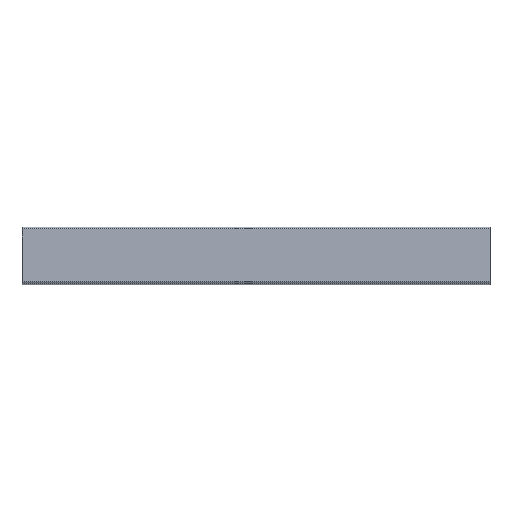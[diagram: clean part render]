
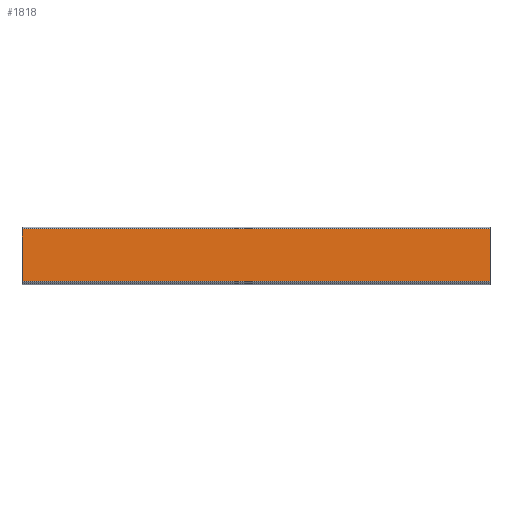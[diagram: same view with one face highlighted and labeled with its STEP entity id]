
A CAD part, top view. The second image highlights one B-rep face of the part: STEP entity #1818.
In plain terms, the highlighted planar face has unit normal (0, 0.052, 0.999).
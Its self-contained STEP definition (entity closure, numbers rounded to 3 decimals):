
#117 = PLANE('',#118);
#118 = AXIS2_PLACEMENT_3D('',#119,#120,#121);
#119 = CARTESIAN_POINT('',(-290.,60.776,109.096));
#120 = DIRECTION('',(1.,0.,0.));
#121 = DIRECTION('',(0.,0.469,0.883)
  );
#220 = PLANE('',#221);
#221 = AXIS2_PLACEMENT_3D('',#222,#223,#224);
#222 = CARTESIAN_POINT('',(290.,60.776,109.096));
#223 = DIRECTION('',(1.,0.,0.));
#224 = DIRECTION('',(0.,0.469,0.883)
  );
#846 = VERTEX_POINT('',#847);
#847 = CARTESIAN_POINT('',(-290.,-29.308,20.392));
#864 = CYLINDRICAL_SURFACE('',#865,2.5);
#865 = AXIS2_PLACEMENT_3D('',#866,#867,#868);
#866 = CARTESIAN_POINT('',(290.,-29.439,17.896));
#867 = DIRECTION('',(1.,0.,0.));
#868 = DIRECTION('',(0.,-0.052,
    -0.999));
#1085 = VERTEX_POINT('',#1086);
#1086 = CARTESIAN_POINT('',(-290.,35.603,16.997));
#1101 = CYLINDRICAL_SURFACE('',#1102,2.5);
#1102 = AXIS2_PLACEMENT_3D('',#1103,#1104,#1105);
#1103 = CARTESIAN_POINT('',(290.,35.473,14.5));
#1104 = DIRECTION('',(1.,0.,0.));
#1105 = DIRECTION('',(0.,-0.052,
    -0.999));
#1135 = EDGE_CURVE('',#1085,#846,#1136,.T.);
#1136 = SURFACE_CURVE('',#1137,(#1141,#1148),.PCURVE_S1.);
#1137 = LINE('',#1138,#1139);
#1138 = CARTESIAN_POINT('',(-290.,35.603,16.997));
#1139 = VECTOR('',#1140,1.);
#1140 = DIRECTION('',(0.,-0.999,
    0.052));
#1141 = PCURVE('',#117,#1142);
#1142 = DEFINITIONAL_REPRESENTATION('',(#1143),#1147);
#1143 = LINE('',#1144,#1145);
#1144 = CARTESIAN_POINT('',(-93.139,-21.003));
#1145 = VECTOR('',#1146,1.);
#1146 = DIRECTION('',(-0.423,0.906));
#1147 = ( GEOMETRIC_REPRESENTATION_CONTEXT(2) 
PARAMETRIC_REPRESENTATION_CONTEXT() REPRESENTATION_CONTEXT('2D SPACE',''
  ) );
#1148 = PCURVE('',#1149,#1154);
#1149 = PLANE('',#1150);
#1150 = AXIS2_PLACEMENT_3D('',#1151,#1152,#1153);
#1151 = CARTESIAN_POINT('',(290.,35.603,16.997));
#1152 = DIRECTION('',(0.,0.052,
    0.999));
#1153 = DIRECTION('',(0.,-0.999,
    0.052));
#1154 = DEFINITIONAL_REPRESENTATION('',(#1155),#1159);
#1155 = LINE('',#1156,#1157);
#1156 = CARTESIAN_POINT('',(0.,-580.));
#1157 = VECTOR('',#1158,1.);
#1158 = DIRECTION('',(1.,0.));
#1159 = ( GEOMETRIC_REPRESENTATION_CONTEXT(2) 
PARAMETRIC_REPRESENTATION_CONTEXT() REPRESENTATION_CONTEXT('2D SPACE',''
  ) );
#1176 = VERTEX_POINT('',#1177);
#1177 = CARTESIAN_POINT('',(290.,-29.308,20.392));
#1225 = EDGE_CURVE('',#846,#1176,#1226,.T.);
#1226 = SURFACE_CURVE('',#1227,(#1231,#1260),.PCURVE_S1.);
#1227 = LINE('',#1228,#1229);
#1228 = CARTESIAN_POINT('',(-290.,-29.308,20.392));
#1229 = VECTOR('',#1230,1.);
#1230 = DIRECTION('',(1.,0.,0.));
#1231 = PCURVE('',#864,#1232);
#1232 = DEFINITIONAL_REPRESENTATION('',(#1233),#1259);
#1233 = B_SPLINE_CURVE_WITH_KNOTS('',3,(#1234,#1235,#1236,#1237,#1238,
    #1239,#1240,#1241,#1242,#1243,#1244,#1245,#1246,#1247,#1248,#1249,
    #1250,#1251,#1252,#1253,#1254,#1255,#1256,#1257,#1258),
  .UNSPECIFIED.,.F.,.F.,(4,1,1,1,1,1,1,1,1,1,1,1,1,1,1,1,1,1,1,1,1,1,4),
  (0.,26.364,52.727,79.091,105.455,
    131.818,158.182,184.545,210.909,
    237.273,263.636,290.,316.364,342.727
    ,369.091,395.455,421.818,448.182,
    474.545,500.909,527.273,553.636,580.
    ),.QUASI_UNIFORM_KNOTS.);
#1234 = CARTESIAN_POINT('',(3.142,-580.));
#1235 = CARTESIAN_POINT('',(3.142,-571.212));
#1236 = CARTESIAN_POINT('',(3.142,-553.636));
#1237 = CARTESIAN_POINT('',(3.142,-527.273));
#1238 = CARTESIAN_POINT('',(3.142,-500.909));
#1239 = CARTESIAN_POINT('',(3.142,-474.545));
#1240 = CARTESIAN_POINT('',(3.142,-448.182));
#1241 = CARTESIAN_POINT('',(3.142,-421.818));
#1242 = CARTESIAN_POINT('',(3.142,-395.455));
#1243 = CARTESIAN_POINT('',(3.142,-369.091));
#1244 = CARTESIAN_POINT('',(3.142,-342.727));
#1245 = CARTESIAN_POINT('',(3.142,-316.364));
#1246 = CARTESIAN_POINT('',(3.142,-290.));
#1247 = CARTESIAN_POINT('',(3.142,-263.636));
#1248 = CARTESIAN_POINT('',(3.142,-237.273));
#1249 = CARTESIAN_POINT('',(3.142,-210.909));
#1250 = CARTESIAN_POINT('',(3.142,-184.545));
#1251 = CARTESIAN_POINT('',(3.142,-158.182));
#1252 = CARTESIAN_POINT('',(3.142,-131.818));
#1253 = CARTESIAN_POINT('',(3.142,-105.455));
#1254 = CARTESIAN_POINT('',(3.142,-79.091));
#1255 = CARTESIAN_POINT('',(3.142,-52.727));
#1256 = CARTESIAN_POINT('',(3.142,-26.364));
#1257 = CARTESIAN_POINT('',(3.142,-8.788));
#1258 = CARTESIAN_POINT('',(3.142,0.));
#1259 = ( GEOMETRIC_REPRESENTATION_CONTEXT(2) 
PARAMETRIC_REPRESENTATION_CONTEXT() REPRESENTATION_CONTEXT('2D SPACE',''
  ) );
#1260 = PCURVE('',#1149,#1261);
#1261 = DEFINITIONAL_REPRESENTATION('',(#1262),#1266);
#1262 = LINE('',#1263,#1264);
#1263 = CARTESIAN_POINT('',(65.,-580.));
#1264 = VECTOR('',#1265,1.);
#1265 = DIRECTION('',(0.,1.));
#1266 = ( GEOMETRIC_REPRESENTATION_CONTEXT(2) 
PARAMETRIC_REPRESENTATION_CONTEXT() REPRESENTATION_CONTEXT('2D SPACE',''
  ) );
#1725 = VERTEX_POINT('',#1726);
#1726 = CARTESIAN_POINT('',(290.,35.603,16.997));
#1776 = EDGE_CURVE('',#1725,#1085,#1777,.T.);
#1777 = SURFACE_CURVE('',#1778,(#1782,#1811),.PCURVE_S1.);
#1778 = LINE('',#1779,#1780);
#1779 = CARTESIAN_POINT('',(290.,35.603,16.997));
#1780 = VECTOR('',#1781,1.);
#1781 = DIRECTION('',(-1.,0.,0.));
#1782 = PCURVE('',#1101,#1783);
#1783 = DEFINITIONAL_REPRESENTATION('',(#1784),#1810);
#1784 = B_SPLINE_CURVE_WITH_KNOTS('',3,(#1785,#1786,#1787,#1788,#1789,
    #1790,#1791,#1792,#1793,#1794,#1795,#1796,#1797,#1798,#1799,#1800,
    #1801,#1802,#1803,#1804,#1805,#1806,#1807,#1808,#1809),
  .UNSPECIFIED.,.F.,.F.,(4,1,1,1,1,1,1,1,1,1,1,1,1,1,1,1,1,1,1,1,1,1,4),
  (0.,26.364,52.727,79.091,105.455,
    131.818,158.182,184.545,210.909,
    237.273,263.636,290.,316.364,342.727
    ,369.091,395.455,421.818,448.182,
    474.545,500.909,527.273,553.636,580.
    ),.QUASI_UNIFORM_KNOTS.);
#1785 = CARTESIAN_POINT('',(3.142,0.));
#1786 = CARTESIAN_POINT('',(3.142,-8.788));
#1787 = CARTESIAN_POINT('',(3.142,-26.364));
#1788 = CARTESIAN_POINT('',(3.142,-52.727));
#1789 = CARTESIAN_POINT('',(3.142,-79.091));
#1790 = CARTESIAN_POINT('',(3.142,-105.455));
#1791 = CARTESIAN_POINT('',(3.142,-131.818));
#1792 = CARTESIAN_POINT('',(3.142,-158.182));
#1793 = CARTESIAN_POINT('',(3.142,-184.545));
#1794 = CARTESIAN_POINT('',(3.142,-210.909));
#1795 = CARTESIAN_POINT('',(3.142,-237.273));
#1796 = CARTESIAN_POINT('',(3.142,-263.636));
#1797 = CARTESIAN_POINT('',(3.142,-290.));
#1798 = CARTESIAN_POINT('',(3.142,-316.364));
#1799 = CARTESIAN_POINT('',(3.142,-342.727));
#1800 = CARTESIAN_POINT('',(3.142,-369.091));
#1801 = CARTESIAN_POINT('',(3.142,-395.455));
#1802 = CARTESIAN_POINT('',(3.142,-421.818));
#1803 = CARTESIAN_POINT('',(3.142,-448.182));
#1804 = CARTESIAN_POINT('',(3.142,-474.545));
#1805 = CARTESIAN_POINT('',(3.142,-500.909));
#1806 = CARTESIAN_POINT('',(3.142,-527.273));
#1807 = CARTESIAN_POINT('',(3.142,-553.636));
#1808 = CARTESIAN_POINT('',(3.142,-571.212));
#1809 = CARTESIAN_POINT('',(3.142,-580.));
#1810 = ( GEOMETRIC_REPRESENTATION_CONTEXT(2) 
PARAMETRIC_REPRESENTATION_CONTEXT() REPRESENTATION_CONTEXT('2D SPACE',''
  ) );
#1811 = PCURVE('',#1149,#1812);
#1812 = DEFINITIONAL_REPRESENTATION('',(#1813),#1817);
#1813 = LINE('',#1814,#1815);
#1814 = CARTESIAN_POINT('',(0.,0.));
#1815 = VECTOR('',#1816,1.);
#1816 = DIRECTION('',(0.,-1.));
#1817 = ( GEOMETRIC_REPRESENTATION_CONTEXT(2) 
PARAMETRIC_REPRESENTATION_CONTEXT() REPRESENTATION_CONTEXT('2D SPACE',''
  ) );
#1818 = ADVANCED_FACE('',(#1819),#1149,.T.);
#1819 = FACE_BOUND('',#1820,.F.);
#1820 = EDGE_LOOP('',(#1821,#1822,#1823,#1824));
#1821 = ORIENTED_EDGE('',*,*,#1225,.F.);
#1822 = ORIENTED_EDGE('',*,*,#1135,.F.);
#1823 = ORIENTED_EDGE('',*,*,#1776,.F.);
#1824 = ORIENTED_EDGE('',*,*,#1825,.F.);
#1825 = EDGE_CURVE('',#1176,#1725,#1826,.T.);
#1826 = SURFACE_CURVE('',#1827,(#1831,#1838),.PCURVE_S1.);
#1827 = LINE('',#1828,#1829);
#1828 = CARTESIAN_POINT('',(290.,-29.308,20.392));
#1829 = VECTOR('',#1830,1.);
#1830 = DIRECTION('',(0.,0.999,
    -0.052));
#1831 = PCURVE('',#1149,#1832);
#1832 = DEFINITIONAL_REPRESENTATION('',(#1833),#1837);
#1833 = LINE('',#1834,#1835);
#1834 = CARTESIAN_POINT('',(65.,0.));
#1835 = VECTOR('',#1836,1.);
#1836 = DIRECTION('',(-1.,0.));
#1837 = ( GEOMETRIC_REPRESENTATION_CONTEXT(2) 
PARAMETRIC_REPRESENTATION_CONTEXT() REPRESENTATION_CONTEXT('2D SPACE',''
  ) );
#1838 = PCURVE('',#220,#1839);
#1839 = DEFINITIONAL_REPRESENTATION('',(#1840),#1844);
#1840 = LINE('',#1841,#1842);
#1841 = CARTESIAN_POINT('',(-120.609,37.907));
#1842 = VECTOR('',#1843,1.);
#1843 = DIRECTION('',(0.423,-0.906));
#1844 = ( GEOMETRIC_REPRESENTATION_CONTEXT(2) 
PARAMETRIC_REPRESENTATION_CONTEXT() REPRESENTATION_CONTEXT('2D SPACE',''
  ) );
